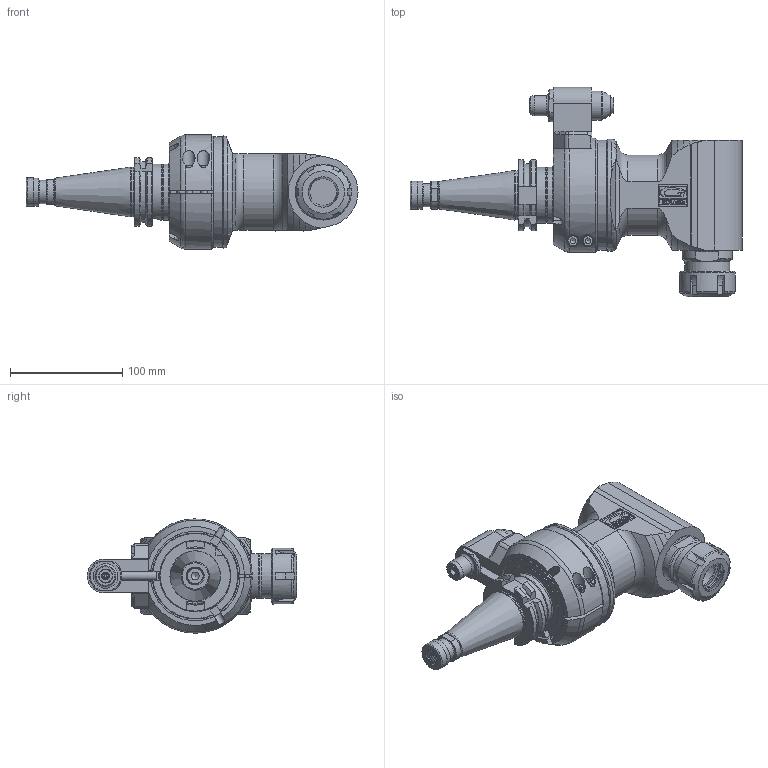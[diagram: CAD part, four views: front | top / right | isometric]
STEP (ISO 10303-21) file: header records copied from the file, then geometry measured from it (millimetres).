
FILE_DESCRIPTION(/* description */ (''),/* implementation_level */ '2;1');
FILE_NAME(/* name */ '9.F90.20S00-4N40.stp',/* time_stamp */ '2023-04-19T09:54:28-04:00',/* author */ ('jkrenzer'),/* organization */ (''),/* preprocessor_version */ 'ST-DEVELOPER v18.1',/* originating_system */ 'Autodesk Inventor 2022',/* authorisation */ '');
FILE_SCHEMA (('AUTOMOTIVE_DESIGN { 1 0 10303 214 3 1 1 }'));
Products named in the file (3): 9.F90.20S00-4N40; 9_F90_20S00; 9_GA1_248_2   (Type1, NMTB40, 80mm)
Assembly tree (2 placements, depth 2):
  9.F90.20S00-4N40
    9_F90_20S00
    9_GA1_248_2   (Type1, NMTB40, 80mm)
Bounding box: 296.4 x 186.75 x 101.99 mm (x, y, z)
Volume: 1229727.9 mm3; surface area: 174129.4 mm2
Topology: 9 solids, 10 shells, 650 faces, 1855 edges, 1277 vertices
Faces by surface type: plane 279, cylinder 152, cone 121, bspline 58, torus 38, sphere 2
Full cylindrical faces by diameter (mm): 2.5 x3, 2.6 x2, 3 x2, 4.2 x3, 5 x2, 6 x4, 6.5 x1, 7 x2, 8 x1, 10 x4, 10.4 x2, 11 x1, 12 x3, 12.5 x2, 13 x1, 14 x11, 16 x8, 17 x2, 17.6 x1, 18 x2, 19 x1, 20.8 x1, 23.4 x1, 23.5 x1, 24 x1, 25 x1, 25.3 x1, 26 x1, 27 x2, 29.5 x1
Entity records: 74513 total; most frequent: CARTESIAN_POINT 58219, ORIENTED_EDGE 3672, DIRECTION 3023, EDGE_CURVE 1836, VERTEX_POINT 1277, AXIS2_PLACEMENT_3D 1083, LINE 857, VECTOR 857
